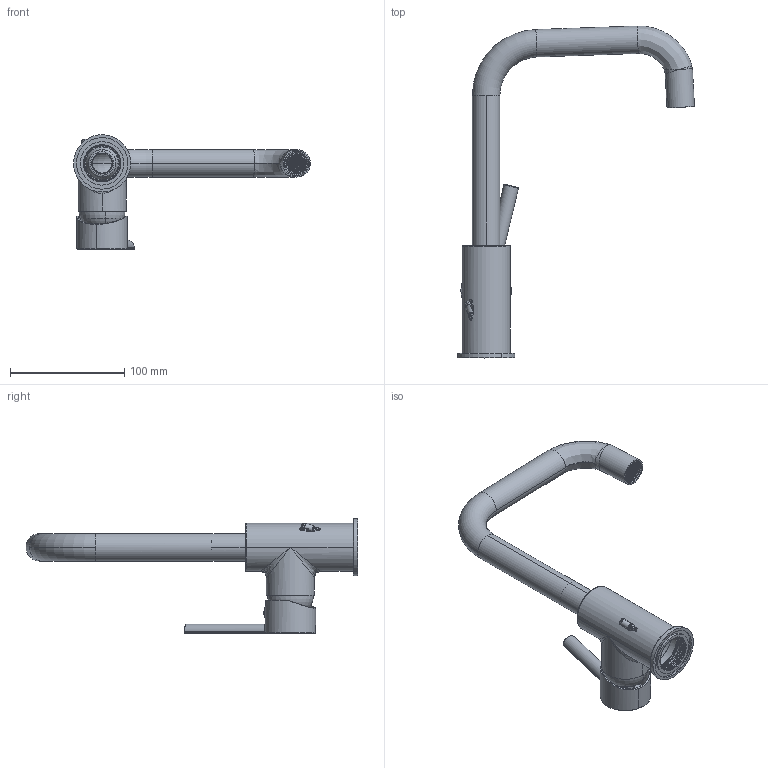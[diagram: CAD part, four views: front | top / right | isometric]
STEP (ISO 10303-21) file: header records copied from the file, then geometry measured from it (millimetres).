
FILE_DESCRIPTION (( 'STEP AP203' ), '1' );
FILE_NAME ('33AP07832.STEP', '2023-10-19T07:47:39', ( '' ), ( '' ), 'SwSTEP 2.0', 'SolidWorks 2021', '' );
FILE_SCHEMA (( 'CONFIG_CONTROL_DESIGN' ));
Length unit declared in the file: millimetre
Products named in the file (1): 33AP07832
Bounding box: 206.94 x 289.99 x 99.96 mm (x, y, z)
Volume: 95608.4 mm3; surface area: 118755 mm2
Topology: 9 solids, 9 shells, 1041 faces, 2928 edges, 1865 vertices
Faces by surface type: plane 666, cylinder 200, bspline 80, cone 48, torus 31, sphere 16
Entity records: 56339 total; most frequent: CARTESIAN_POINT 31023, ORIENTED_EDGE 5796, DIRECTION 4404, EDGE_CURVE 2898, VERTEX_POINT 1865, LINE 1516, VECTOR 1516, AXIS2_PLACEMENT_3D 1444
